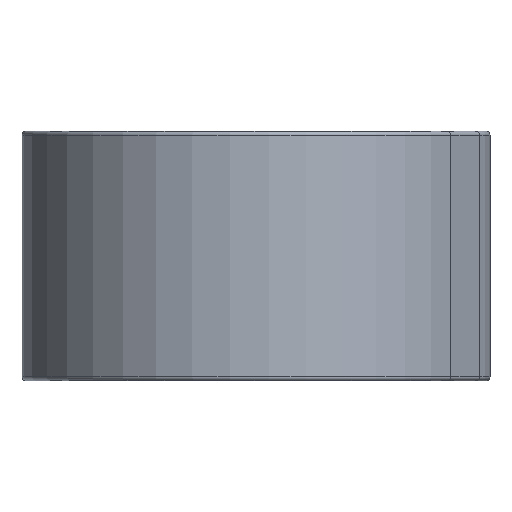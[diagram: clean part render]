
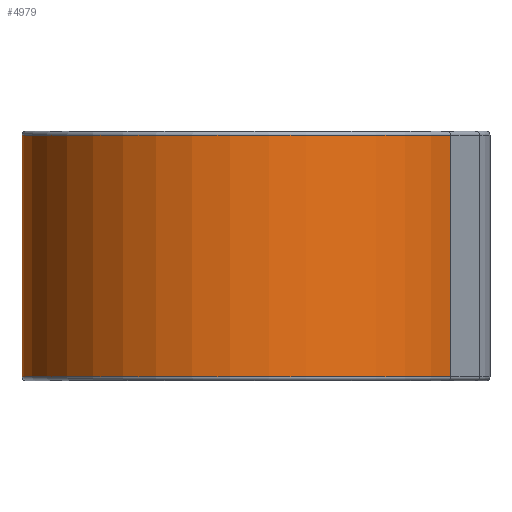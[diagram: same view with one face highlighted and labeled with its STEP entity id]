
A CAD part, left-side view. The second image highlights one B-rep face of the part: STEP entity #4979.
In plain terms, the highlighted cylindrical face has radius 11.525 mm (diameter 23.05 mm), a partial arc.
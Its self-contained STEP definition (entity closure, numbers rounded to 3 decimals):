
#1732=DIRECTION('',(0.,0.,1.));
#1733=VECTOR('',#1732,12.3);
#1734=CARTESIAN_POINT('',(-5.168,-10.301,-6.15));
#1735=LINE('',#1734,#1733);
#1746=CARTESIAN_POINT('',(0.,0.,6.15));
#1747=DIRECTION('',(0.,0.,1.));
#1748=DIRECTION('',(0.771,0.637,0.));
#1749=AXIS2_PLACEMENT_3D('',#1746,#1747,#1748);
#1751=CARTESIAN_POINT('',(0.,0.,-6.15));
#1752=DIRECTION('',(0.,0.,-1.));
#1753=DIRECTION('',(-0.448,-0.894,0.));
#1754=AXIS2_PLACEMENT_3D('',#1751,#1752,#1753);
#1756=DIRECTION('',(0.,0.,1.));
#1757=VECTOR('',#1756,12.3);
#1758=CARTESIAN_POINT('',(8.884,7.341,-6.15));
#1759=LINE('',#1758,#1757);
#2075=CARTESIAN_POINT('',(8.884,7.341,6.15));
#2076=VERTEX_POINT('',#2075);
#2079=CARTESIAN_POINT('',(-5.168,-10.301,6.15));
#2080=VERTEX_POINT('',#2079);
#2115=CARTESIAN_POINT('',(-5.168,-10.301,-6.15));
#2116=VERTEX_POINT('',#2115);
#2119=CARTESIAN_POINT('',(8.884,7.341,-6.15));
#2120=VERTEX_POINT('',#2119);
#4967=CARTESIAN_POINT('',(0.,0.,-6.35));
#4968=DIRECTION('',(0.,0.,1.));
#4969=DIRECTION('',(1.,0.,0.));
#4970=AXIS2_PLACEMENT_3D('',#4967,#4968,#4969);
#4971=CYLINDRICAL_SURFACE('',#4970,11.525);
#4972=ORIENTED_EDGE('',*,*,#4960,.T.);
#4973=ORIENTED_EDGE('',*,*,#4935,.F.);
#4974=ORIENTED_EDGE('',*,*,#2581,.T.);
#4976=ORIENTED_EDGE('',*,*,#4975,.T.);
#4977=EDGE_LOOP('',(#4972,#4973,#4974,#4976));
#4978=FACE_OUTER_BOUND('',#4977,.F.);
#4979=ADVANCED_FACE('',(#4978),#4971,.T.);
#1750=CIRCLE('',#1749,11.525);
#1755=CIRCLE('',#1754,11.525);
#2581=EDGE_CURVE('',#2116,#2120,#1755,.T.);
#4935=EDGE_CURVE('',#2116,#2080,#1735,.T.);
#4960=EDGE_CURVE('',#2076,#2080,#1750,.T.);
#4975=EDGE_CURVE('',#2120,#2076,#1759,.T.);
